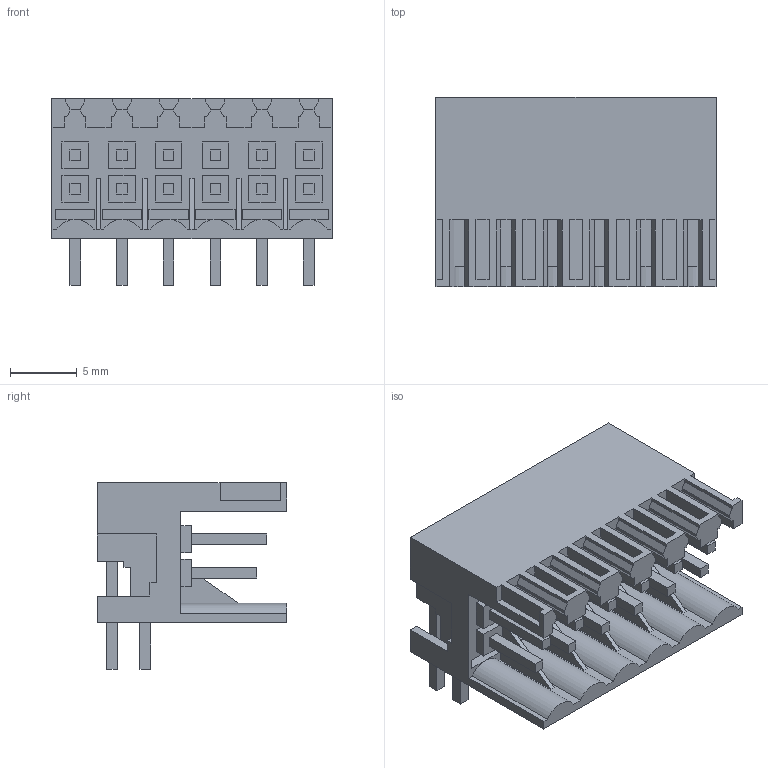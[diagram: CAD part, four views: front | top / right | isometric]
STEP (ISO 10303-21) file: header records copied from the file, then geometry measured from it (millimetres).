
FILE_DESCRIPTION(('CATIA V5 STEP Exchange','CAx-IF Rec.Pracs.--- Model Styling and Organization---1.4--- 2014-01-23'),'2;1');
FILE_NAME ('D1455084_0_1728340000_1728340000.stp','2019-02-22T05:32:40+00:00',('none'),('Weidmueller'),'CATIA Version 5-6 Release 2016 SP3 HF44','CATIA V5 STEP AP214','none');
FILE_SCHEMA(('AUTOMOTIVE_DESIGN { 1 0 10303 214 1 1 1 1 }'));
Length unit declared in the file: millimetre
Products named in the file (1): 1728340000
Bounding box: 21 x 14.2 x 14 mm (x, y, z)
Volume: 1400.3 mm3; surface area: 3114.2 mm2
Topology: 1 solids, 1 shells, 568 faces, 1666 edges, 1135 vertices
Faces by surface type: plane 556, cylinder 12
Entity records: 17952 total; most frequent: ORIENTED_EDGE 3332, CARTESIAN_POINT 3153, DIRECTION 2368, EDGE_CURVE 1666, VECTOR 1630, LINE 1630, VERTEX_POINT 1135, EDGE_LOOP 603
